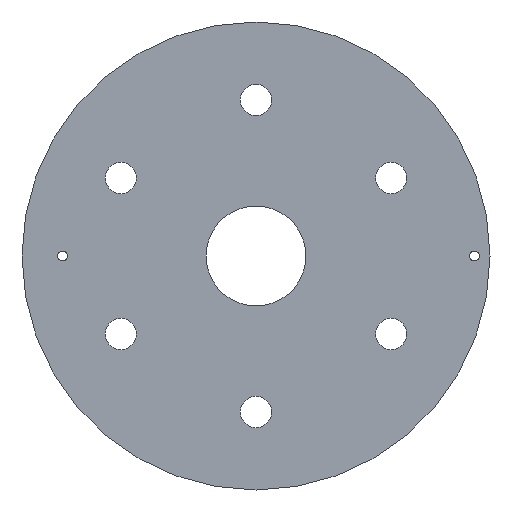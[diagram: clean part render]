
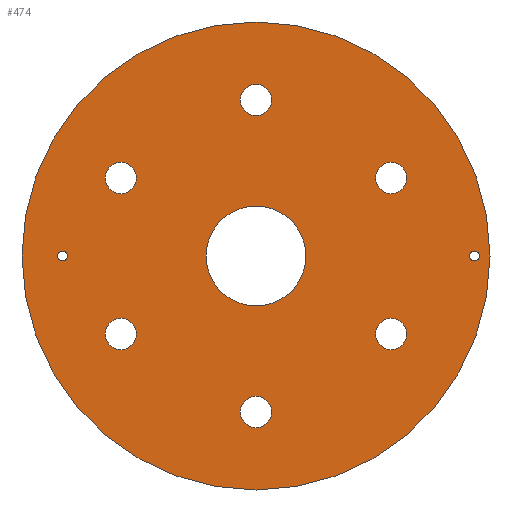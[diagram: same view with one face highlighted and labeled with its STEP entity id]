
A CAD part, front view. The second image highlights one B-rep face of the part: STEP entity #474.
In plain terms, the highlighted planar face has unit normal (0, -1, 0).
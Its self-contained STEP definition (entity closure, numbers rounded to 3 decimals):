
#29=FACE_BOUND('',#169,.T.);
#30=FACE_BOUND('',#170,.T.);
#31=FACE_BOUND('',#171,.T.);
#32=FACE_BOUND('',#172,.T.);
#33=FACE_BOUND('',#173,.T.);
#34=FACE_BOUND('',#174,.T.);
#35=FACE_BOUND('',#175,.T.);
#36=FACE_BOUND('',#176,.T.);
#37=FACE_BOUND('',#177,.T.);
#44=PLANE('',#564);
#126=FACE_OUTER_BOUND('',#168,.T.);
#168=EDGE_LOOP('',(#434));
#169=EDGE_LOOP('',(#435));
#170=EDGE_LOOP('',(#436));
#171=EDGE_LOOP('',(#437));
#172=EDGE_LOOP('',(#438));
#173=EDGE_LOOP('',(#439));
#174=EDGE_LOOP('',(#440));
#175=EDGE_LOOP('',(#441));
#176=EDGE_LOOP('',(#442));
#177=EDGE_LOOP('',(#443));
#194=CIRCLE('',#518,1.6);
#196=CIRCLE('',#521,1.6);
#212=CIRCLE('',#547,5.);
#213=CIRCLE('',#549,5.);
#214=CIRCLE('',#551,5.);
#215=CIRCLE('',#553,5.);
#216=CIRCLE('',#555,5.);
#217=CIRCLE('',#557,5.);
#218=CIRCLE('',#559,16.);
#220=CIRCLE('',#563,75.);
#234=VERTEX_POINT('',#809);
#236=VERTEX_POINT('',#815);
#252=VERTEX_POINT('',#862);
#253=VERTEX_POINT('',#866);
#254=VERTEX_POINT('',#870);
#255=VERTEX_POINT('',#874);
#256=VERTEX_POINT('',#878);
#257=VERTEX_POINT('',#882);
#258=VERTEX_POINT('',#886);
#260=VERTEX_POINT('',#893);
#282=EDGE_CURVE('',#234,#234,#194,.T.);
#285=EDGE_CURVE('',#236,#236,#196,.T.);
#306=EDGE_CURVE('',#252,#252,#212,.T.);
#308=EDGE_CURVE('',#253,#253,#213,.T.);
#310=EDGE_CURVE('',#254,#254,#214,.T.);
#312=EDGE_CURVE('',#255,#255,#215,.T.);
#314=EDGE_CURVE('',#256,#256,#216,.T.);
#316=EDGE_CURVE('',#257,#257,#217,.T.);
#318=EDGE_CURVE('',#258,#258,#218,.T.);
#321=EDGE_CURVE('',#260,#260,#220,.T.);
#434=ORIENTED_EDGE('',*,*,#321,.F.);
#435=ORIENTED_EDGE('',*,*,#282,.T.);
#436=ORIENTED_EDGE('',*,*,#285,.T.);
#437=ORIENTED_EDGE('',*,*,#306,.T.);
#438=ORIENTED_EDGE('',*,*,#308,.T.);
#439=ORIENTED_EDGE('',*,*,#310,.T.);
#440=ORIENTED_EDGE('',*,*,#312,.T.);
#441=ORIENTED_EDGE('',*,*,#314,.T.);
#442=ORIENTED_EDGE('',*,*,#316,.T.);
#443=ORIENTED_EDGE('',*,*,#318,.T.);
#474=ADVANCED_FACE('',(#126,#29,#30,#31,#32,#33,#34,#35,#36,#37),#44,.F.);
#518=AXIS2_PLACEMENT_3D('',#811,#612,#613);
#521=AXIS2_PLACEMENT_3D('',#817,#619,#620);
#547=AXIS2_PLACEMENT_3D('',#864,#676,#677);
#549=AXIS2_PLACEMENT_3D('',#868,#681,#682);
#551=AXIS2_PLACEMENT_3D('',#872,#686,#687);
#553=AXIS2_PLACEMENT_3D('',#876,#691,#692);
#555=AXIS2_PLACEMENT_3D('',#880,#696,#697);
#557=AXIS2_PLACEMENT_3D('',#884,#701,#702);
#559=AXIS2_PLACEMENT_3D('',#888,#706,#707);
#563=AXIS2_PLACEMENT_3D('',#895,#715,#716);
#564=AXIS2_PLACEMENT_3D('',#896,#717,#718);
#612=DIRECTION('center_axis',(0.,1.,0.));
#613=DIRECTION('ref_axis',(1.,0.,0.));
#619=DIRECTION('center_axis',(0.,1.,0.));
#620=DIRECTION('ref_axis',(1.,0.,0.));
#676=DIRECTION('center_axis',(0.,1.,0.));
#677=DIRECTION('ref_axis',(1.,0.,0.));
#681=DIRECTION('center_axis',(0.,1.,0.));
#682=DIRECTION('ref_axis',(1.,0.,0.));
#686=DIRECTION('center_axis',(0.,1.,0.));
#687=DIRECTION('ref_axis',(1.,0.,0.));
#691=DIRECTION('center_axis',(0.,1.,0.));
#692=DIRECTION('ref_axis',(1.,0.,0.));
#696=DIRECTION('center_axis',(0.,1.,0.));
#697=DIRECTION('ref_axis',(1.,0.,0.));
#701=DIRECTION('center_axis',(0.,1.,0.));
#702=DIRECTION('ref_axis',(1.,0.,0.));
#706=DIRECTION('center_axis',(0.,1.,0.));
#707=DIRECTION('ref_axis',(1.,0.,0.));
#715=DIRECTION('center_axis',(0.,1.,0.));
#716=DIRECTION('ref_axis',(-1.,0.,0.));
#717=DIRECTION('center_axis',(0.,1.,0.));
#718=DIRECTION('ref_axis',(0.,0.,1.));
#809=CARTESIAN_POINT('',(68.4,0.,0.));
#811=CARTESIAN_POINT('Origin',(70.,0.,0.));
#815=CARTESIAN_POINT('',(-63.6,0.,0.));
#817=CARTESIAN_POINT('Origin',(-62.,0.,0.));
#862=CARTESIAN_POINT('',(-5.,0.,-50.));
#864=CARTESIAN_POINT('Origin',(0.,0.,-50.));
#866=CARTESIAN_POINT('',(-5.,0.,50.));
#868=CARTESIAN_POINT('Origin',(0.,0.,50.));
#870=CARTESIAN_POINT('',(-48.301,0.,-25.));
#872=CARTESIAN_POINT('Origin',(-43.301,0.,-25.));
#874=CARTESIAN_POINT('',(38.301,0.,-25.));
#876=CARTESIAN_POINT('Origin',(43.301,0.,-25.));
#878=CARTESIAN_POINT('',(38.301,0.,25.));
#880=CARTESIAN_POINT('Origin',(43.301,0.,25.));
#882=CARTESIAN_POINT('',(-48.301,0.,25.));
#884=CARTESIAN_POINT('Origin',(-43.301,0.,25.));
#886=CARTESIAN_POINT('',(-16.,0.,0.));
#888=CARTESIAN_POINT('Origin',(0.,0.,0.));
#893=CARTESIAN_POINT('',(75.,0.,0.));
#895=CARTESIAN_POINT('Origin',(0.,0.,0.));
#896=CARTESIAN_POINT('Origin',(0.,0.,0.));
